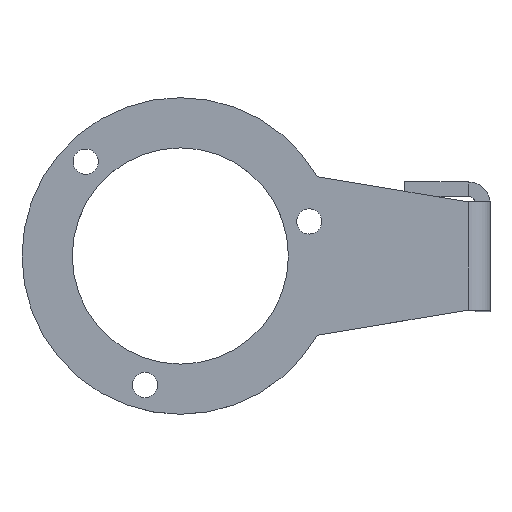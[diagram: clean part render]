
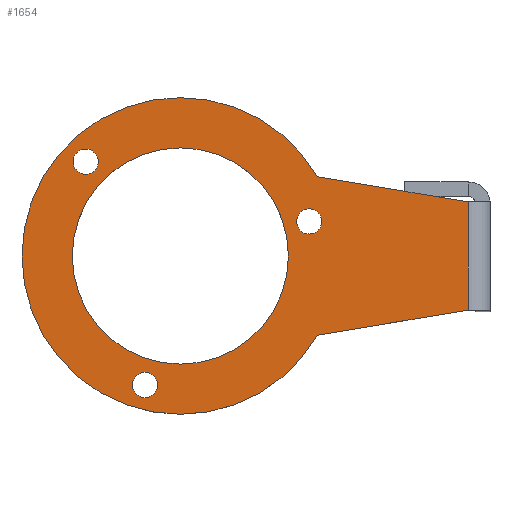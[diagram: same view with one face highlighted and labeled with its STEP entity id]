
A CAD part, top view. The second image highlights one B-rep face of the part: STEP entity #1654.
In plain terms, the highlighted planar face has unit normal (0, 0, 1).
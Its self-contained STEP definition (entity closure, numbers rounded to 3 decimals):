
#968 = CYLINDRICAL_SURFACE('',#969,3.);
#969 = AXIS2_PLACEMENT_3D('',#970,#971,#972);
#970 = CARTESIAN_POINT('',(40.,7.5,-1.));
#971 = DIRECTION('',(0.,1.,0.));
#972 = DIRECTION('',(0.,0.,1.));
#988 = VERTEX_POINT('',#989);
#989 = CARTESIAN_POINT('',(40.,7.5,2.));
#1002 = PLANE('',#1003);
#1003 = AXIS2_PLACEMENT_3D('',#1004,#1005,#1006);
#1004 = CARTESIAN_POINT('',(19.053,11.,0.));
#1005 = DIRECTION('',(0.165,0.986,0.));
#1006 = DIRECTION('',(0.986,-0.165,0.));
#1042 = VERTEX_POINT('',#1043);
#1043 = CARTESIAN_POINT('',(40.,-7.5,2.));
#1078 = PLANE('',#1079);
#1079 = AXIS2_PLACEMENT_3D('',#1080,#1081,#1082);
#1080 = CARTESIAN_POINT('',(40.,-7.5,0.));
#1081 = DIRECTION('',(0.165,-0.986,0.));
#1082 = DIRECTION('',(-0.986,-0.165,0.));
#1132 = CYLINDRICAL_SURFACE('',#1133,21.966);
#1133 = AXIS2_PLACEMENT_3D('',#1134,#1135,#1136);
#1134 = CARTESIAN_POINT('',(0.04,0.,0.));
#1135 = DIRECTION('',(-0.,-0.,-1.));
#1136 = DIRECTION('',(1.,0.,0.));
#1185 = CYLINDRICAL_SURFACE('',#1186,1.75);
#1186 = AXIS2_PLACEMENT_3D('',#1187,#1188,#1189);
#1187 = CARTESIAN_POINT('',(-4.857,-17.898,0.));
#1188 = DIRECTION('',(-0.,-0.,-1.));
#1189 = DIRECTION('',(1.,0.,0.));
#1216 = CYLINDRICAL_SURFACE('',#1217,15.);
#1217 = AXIS2_PLACEMENT_3D('',#1218,#1219,#1220);
#1218 = CARTESIAN_POINT('',(0.04,0.,0.));
#1219 = DIRECTION('',(-0.,-0.,-1.));
#1220 = DIRECTION('',(1.,0.,0.));
#1247 = CYLINDRICAL_SURFACE('',#1248,1.75);
#1248 = AXIS2_PLACEMENT_3D('',#1249,#1250,#1251);
#1249 = CARTESIAN_POINT('',(-13.081,13.081,0.));
#1250 = DIRECTION('',(-0.,-0.,-1.));
#1251 = DIRECTION('',(1.,0.,0.));
#1278 = CYLINDRICAL_SURFACE('',#1279,1.75);
#1279 = AXIS2_PLACEMENT_3D('',#1280,#1281,#1282);
#1280 = CARTESIAN_POINT('',(17.909,4.788,0.));
#1281 = DIRECTION('',(-0.,-0.,-1.));
#1282 = DIRECTION('',(1.,0.,0.));
#1300 = EDGE_CURVE('',#1042,#988,#1301,.T.);
#1301 = SURFACE_CURVE('',#1302,(#1306,#1313),.PCURVE_S1.);
#1302 = LINE('',#1303,#1304);
#1303 = CARTESIAN_POINT('',(40.,7.5,2.));
#1304 = VECTOR('',#1305,1.);
#1305 = DIRECTION('',(0.,1.,0.));
#1306 = PCURVE('',#968,#1307);
#1307 = DEFINITIONAL_REPRESENTATION('',(#1308),#1312);
#1308 = LINE('',#1309,#1310);
#1309 = CARTESIAN_POINT('',(0.,0.));
#1310 = VECTOR('',#1311,1.);
#1311 = DIRECTION('',(0.,1.));
#1312 = ( GEOMETRIC_REPRESENTATION_CONTEXT(2) 
PARAMETRIC_REPRESENTATION_CONTEXT() REPRESENTATION_CONTEXT('2D SPACE',''
  ) );
#1313 = PCURVE('',#1314,#1319);
#1314 = PLANE('',#1315);
#1315 = AXIS2_PLACEMENT_3D('',#1316,#1317,#1318);
#1316 = CARTESIAN_POINT('',(70.79,0.848,2.));
#1317 = DIRECTION('',(0.,0.,1.));
#1318 = DIRECTION('',(1.,0.,0.));
#1319 = DEFINITIONAL_REPRESENTATION('',(#1320),#1324);
#1320 = LINE('',#1321,#1322);
#1321 = CARTESIAN_POINT('',(-30.79,6.652));
#1322 = VECTOR('',#1323,1.);
#1323 = DIRECTION('',(0.,1.));
#1324 = ( GEOMETRIC_REPRESENTATION_CONTEXT(2) 
PARAMETRIC_REPRESENTATION_CONTEXT() REPRESENTATION_CONTEXT('2D SPACE',''
  ) );
#1333 = VERTEX_POINT('',#1334);
#1334 = CARTESIAN_POINT('',(19.053,11.,2.));
#1355 = EDGE_CURVE('',#1333,#988,#1356,.T.);
#1356 = SURFACE_CURVE('',#1357,(#1361,#1368),.PCURVE_S1.);
#1357 = LINE('',#1358,#1359);
#1358 = CARTESIAN_POINT('',(19.053,11.,2.));
#1359 = VECTOR('',#1360,1.);
#1360 = DIRECTION('',(0.986,-0.165,0.));
#1361 = PCURVE('',#1002,#1362);
#1362 = DEFINITIONAL_REPRESENTATION('',(#1363),#1367);
#1363 = LINE('',#1364,#1365);
#1364 = CARTESIAN_POINT('',(0.,-2.));
#1365 = VECTOR('',#1366,1.);
#1366 = DIRECTION('',(1.,0.));
#1367 = ( GEOMETRIC_REPRESENTATION_CONTEXT(2) 
PARAMETRIC_REPRESENTATION_CONTEXT() REPRESENTATION_CONTEXT('2D SPACE',''
  ) );
#1368 = PCURVE('',#1314,#1369);
#1369 = DEFINITIONAL_REPRESENTATION('',(#1370),#1374);
#1370 = LINE('',#1371,#1372);
#1371 = CARTESIAN_POINT('',(-51.738,10.152));
#1372 = VECTOR('',#1373,1.);
#1373 = DIRECTION('',(0.986,-0.165));
#1374 = ( GEOMETRIC_REPRESENTATION_CONTEXT(2) 
PARAMETRIC_REPRESENTATION_CONTEXT() REPRESENTATION_CONTEXT('2D SPACE',''
  ) );
#1382 = EDGE_CURVE('',#1042,#1383,#1385,.T.);
#1383 = VERTEX_POINT('',#1384);
#1384 = CARTESIAN_POINT('',(19.053,-11.,2.));
#1385 = SURFACE_CURVE('',#1386,(#1390,#1397),.PCURVE_S1.);
#1386 = LINE('',#1387,#1388);
#1387 = CARTESIAN_POINT('',(40.,-7.5,2.));
#1388 = VECTOR('',#1389,1.);
#1389 = DIRECTION('',(-0.986,-0.165,0.));
#1390 = PCURVE('',#1078,#1391);
#1391 = DEFINITIONAL_REPRESENTATION('',(#1392),#1396);
#1392 = LINE('',#1393,#1394);
#1393 = CARTESIAN_POINT('',(0.,-2.));
#1394 = VECTOR('',#1395,1.);
#1395 = DIRECTION('',(1.,-0.));
#1396 = ( GEOMETRIC_REPRESENTATION_CONTEXT(2) 
PARAMETRIC_REPRESENTATION_CONTEXT() REPRESENTATION_CONTEXT('2D SPACE',''
  ) );
#1397 = PCURVE('',#1314,#1398);
#1398 = DEFINITIONAL_REPRESENTATION('',(#1399),#1403);
#1399 = LINE('',#1400,#1401);
#1400 = CARTESIAN_POINT('',(-30.79,-8.348));
#1401 = VECTOR('',#1402,1.);
#1402 = DIRECTION('',(-0.986,-0.165));
#1403 = ( GEOMETRIC_REPRESENTATION_CONTEXT(2) 
PARAMETRIC_REPRESENTATION_CONTEXT() REPRESENTATION_CONTEXT('2D SPACE',''
  ) );
#1431 = EDGE_CURVE('',#1333,#1383,#1432,.T.);
#1432 = SURFACE_CURVE('',#1433,(#1438,#1445),.PCURVE_S1.);
#1433 = CIRCLE('',#1434,21.966);
#1434 = AXIS2_PLACEMENT_3D('',#1435,#1436,#1437);
#1435 = CARTESIAN_POINT('',(0.04,0.,2.));
#1436 = DIRECTION('',(0.,0.,1.));
#1437 = DIRECTION('',(1.,0.,0.));
#1438 = PCURVE('',#1132,#1439);
#1439 = DEFINITIONAL_REPRESENTATION('',(#1440),#1444);
#1440 = LINE('',#1441,#1442);
#1441 = CARTESIAN_POINT('',(-0.,-2.));
#1442 = VECTOR('',#1443,1.);
#1443 = DIRECTION('',(-1.,0.));
#1444 = ( GEOMETRIC_REPRESENTATION_CONTEXT(2) 
PARAMETRIC_REPRESENTATION_CONTEXT() REPRESENTATION_CONTEXT('2D SPACE',''
  ) );
#1445 = PCURVE('',#1314,#1446);
#1446 = DEFINITIONAL_REPRESENTATION('',(#1447),#1451);
#1447 = CIRCLE('',#1448,21.966);
#1448 = AXIS2_PLACEMENT_2D('',#1449,#1450);
#1449 = CARTESIAN_POINT('',(-70.75,-0.848));
#1450 = DIRECTION('',(1.,0.));
#1451 = ( GEOMETRIC_REPRESENTATION_CONTEXT(2) 
PARAMETRIC_REPRESENTATION_CONTEXT() REPRESENTATION_CONTEXT('2D SPACE',''
  ) );
#1459 = VERTEX_POINT('',#1460);
#1460 = CARTESIAN_POINT('',(-3.107,-17.898,2.));
#1481 = EDGE_CURVE('',#1459,#1459,#1482,.T.);
#1482 = SURFACE_CURVE('',#1483,(#1488,#1495),.PCURVE_S1.);
#1483 = CIRCLE('',#1484,1.75);
#1484 = AXIS2_PLACEMENT_3D('',#1485,#1486,#1487);
#1485 = CARTESIAN_POINT('',(-4.857,-17.898,2.));
#1486 = DIRECTION('',(0.,0.,1.));
#1487 = DIRECTION('',(1.,0.,0.));
#1488 = PCURVE('',#1185,#1489);
#1489 = DEFINITIONAL_REPRESENTATION('',(#1490),#1494);
#1490 = LINE('',#1491,#1492);
#1491 = CARTESIAN_POINT('',(-0.,-2.));
#1492 = VECTOR('',#1493,1.);
#1493 = DIRECTION('',(-1.,0.));
#1494 = ( GEOMETRIC_REPRESENTATION_CONTEXT(2) 
PARAMETRIC_REPRESENTATION_CONTEXT() REPRESENTATION_CONTEXT('2D SPACE',''
  ) );
#1495 = PCURVE('',#1314,#1496);
#1496 = DEFINITIONAL_REPRESENTATION('',(#1497),#1501);
#1497 = CIRCLE('',#1498,1.75);
#1498 = AXIS2_PLACEMENT_2D('',#1499,#1500);
#1499 = CARTESIAN_POINT('',(-75.647,-18.746));
#1500 = DIRECTION('',(1.,0.));
#1501 = ( GEOMETRIC_REPRESENTATION_CONTEXT(2) 
PARAMETRIC_REPRESENTATION_CONTEXT() REPRESENTATION_CONTEXT('2D SPACE',''
  ) );
#1509 = VERTEX_POINT('',#1510);
#1510 = CARTESIAN_POINT('',(15.04,0.,2.));
#1531 = EDGE_CURVE('',#1509,#1509,#1532,.T.);
#1532 = SURFACE_CURVE('',#1533,(#1538,#1545),.PCURVE_S1.);
#1533 = CIRCLE('',#1534,15.);
#1534 = AXIS2_PLACEMENT_3D('',#1535,#1536,#1537);
#1535 = CARTESIAN_POINT('',(0.04,0.,2.));
#1536 = DIRECTION('',(0.,0.,1.));
#1537 = DIRECTION('',(1.,0.,0.));
#1538 = PCURVE('',#1216,#1539);
#1539 = DEFINITIONAL_REPRESENTATION('',(#1540),#1544);
#1540 = LINE('',#1541,#1542);
#1541 = CARTESIAN_POINT('',(-0.,-2.));
#1542 = VECTOR('',#1543,1.);
#1543 = DIRECTION('',(-1.,0.));
#1544 = ( GEOMETRIC_REPRESENTATION_CONTEXT(2) 
PARAMETRIC_REPRESENTATION_CONTEXT() REPRESENTATION_CONTEXT('2D SPACE',''
  ) );
#1545 = PCURVE('',#1314,#1546);
#1546 = DEFINITIONAL_REPRESENTATION('',(#1547),#1551);
#1547 = CIRCLE('',#1548,15.);
#1548 = AXIS2_PLACEMENT_2D('',#1549,#1550);
#1549 = CARTESIAN_POINT('',(-70.75,-0.848));
#1550 = DIRECTION('',(1.,0.));
#1551 = ( GEOMETRIC_REPRESENTATION_CONTEXT(2) 
PARAMETRIC_REPRESENTATION_CONTEXT() REPRESENTATION_CONTEXT('2D SPACE',''
  ) );
#1559 = VERTEX_POINT('',#1560);
#1560 = CARTESIAN_POINT('',(-11.331,13.081,2.));
#1581 = EDGE_CURVE('',#1559,#1559,#1582,.T.);
#1582 = SURFACE_CURVE('',#1583,(#1588,#1595),.PCURVE_S1.);
#1583 = CIRCLE('',#1584,1.75);
#1584 = AXIS2_PLACEMENT_3D('',#1585,#1586,#1587);
#1585 = CARTESIAN_POINT('',(-13.081,13.081,2.));
#1586 = DIRECTION('',(0.,0.,1.));
#1587 = DIRECTION('',(1.,0.,0.));
#1588 = PCURVE('',#1247,#1589);
#1589 = DEFINITIONAL_REPRESENTATION('',(#1590),#1594);
#1590 = LINE('',#1591,#1592);
#1591 = CARTESIAN_POINT('',(-0.,-2.));
#1592 = VECTOR('',#1593,1.);
#1593 = DIRECTION('',(-1.,0.));
#1594 = ( GEOMETRIC_REPRESENTATION_CONTEXT(2) 
PARAMETRIC_REPRESENTATION_CONTEXT() REPRESENTATION_CONTEXT('2D SPACE',''
  ) );
#1595 = PCURVE('',#1314,#1596);
#1596 = DEFINITIONAL_REPRESENTATION('',(#1597),#1601);
#1597 = CIRCLE('',#1598,1.75);
#1598 = AXIS2_PLACEMENT_2D('',#1599,#1600);
#1599 = CARTESIAN_POINT('',(-83.872,12.233));
#1600 = DIRECTION('',(1.,0.));
#1601 = ( GEOMETRIC_REPRESENTATION_CONTEXT(2) 
PARAMETRIC_REPRESENTATION_CONTEXT() REPRESENTATION_CONTEXT('2D SPACE',''
  ) );
#1609 = VERTEX_POINT('',#1610);
#1610 = CARTESIAN_POINT('',(19.659,4.788,2.));
#1631 = EDGE_CURVE('',#1609,#1609,#1632,.T.);
#1632 = SURFACE_CURVE('',#1633,(#1638,#1645),.PCURVE_S1.);
#1633 = CIRCLE('',#1634,1.75);
#1634 = AXIS2_PLACEMENT_3D('',#1635,#1636,#1637);
#1635 = CARTESIAN_POINT('',(17.909,4.788,2.));
#1636 = DIRECTION('',(0.,0.,1.));
#1637 = DIRECTION('',(1.,0.,0.));
#1638 = PCURVE('',#1278,#1639);
#1639 = DEFINITIONAL_REPRESENTATION('',(#1640),#1644);
#1640 = LINE('',#1641,#1642);
#1641 = CARTESIAN_POINT('',(-0.,-2.));
#1642 = VECTOR('',#1643,1.);
#1643 = DIRECTION('',(-1.,0.));
#1644 = ( GEOMETRIC_REPRESENTATION_CONTEXT(2) 
PARAMETRIC_REPRESENTATION_CONTEXT() REPRESENTATION_CONTEXT('2D SPACE',''
  ) );
#1645 = PCURVE('',#1314,#1646);
#1646 = DEFINITIONAL_REPRESENTATION('',(#1647),#1651);
#1647 = CIRCLE('',#1648,1.75);
#1648 = AXIS2_PLACEMENT_2D('',#1649,#1650);
#1649 = CARTESIAN_POINT('',(-52.881,3.94));
#1650 = DIRECTION('',(1.,0.));
#1651 = ( GEOMETRIC_REPRESENTATION_CONTEXT(2) 
PARAMETRIC_REPRESENTATION_CONTEXT() REPRESENTATION_CONTEXT('2D SPACE',''
  ) );
#1654 = ADVANCED_FACE('',(#1655,#1661,#1664,#1667,#1670),#1314,.T.);
#1655 = FACE_BOUND('',#1656,.T.);
#1656 = EDGE_LOOP('',(#1657,#1658,#1659,#1660));
#1657 = ORIENTED_EDGE('',*,*,#1355,.F.);
#1658 = ORIENTED_EDGE('',*,*,#1431,.T.);
#1659 = ORIENTED_EDGE('',*,*,#1382,.F.);
#1660 = ORIENTED_EDGE('',*,*,#1300,.T.);
#1661 = FACE_BOUND('',#1662,.T.);
#1662 = EDGE_LOOP('',(#1663));
#1663 = ORIENTED_EDGE('',*,*,#1481,.F.);
#1664 = FACE_BOUND('',#1665,.T.);
#1665 = EDGE_LOOP('',(#1666));
#1666 = ORIENTED_EDGE('',*,*,#1531,.F.);
#1667 = FACE_BOUND('',#1668,.T.);
#1668 = EDGE_LOOP('',(#1669));
#1669 = ORIENTED_EDGE('',*,*,#1581,.F.);
#1670 = FACE_BOUND('',#1671,.T.);
#1671 = EDGE_LOOP('',(#1672));
#1672 = ORIENTED_EDGE('',*,*,#1631,.F.);
